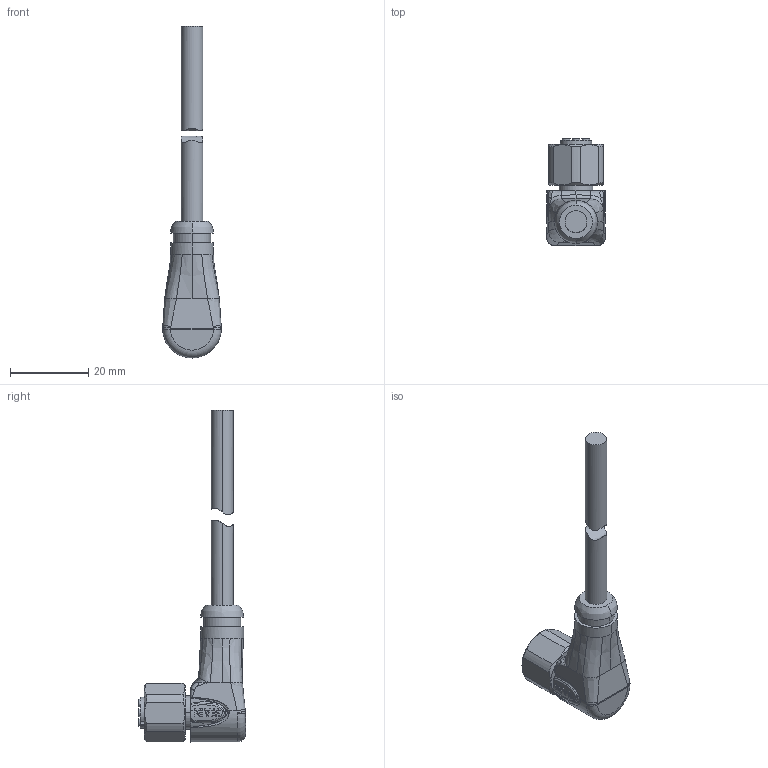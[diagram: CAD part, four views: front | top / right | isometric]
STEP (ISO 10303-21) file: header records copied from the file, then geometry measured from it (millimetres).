
FILE_DESCRIPTION((''),'2;1');
FILE_NAME('PRT0001','2021-01-04T',('zh.su'),(''),'PRO/ENGINEER BY PARAMETRIC TECHNOLOGY CORPORATION, 2012480','PRO/ENGINEER BY PARAMETRIC TECHNOLOGY CORPORATION, 2012480','');
FILE_SCHEMA(('CONFIG_CONTROL_DESIGN'));
Length unit declared in the file: millimetre
Products named in the file (1): PRT0001
Bounding box: 15 x 27.4 x 85 mm (x, y, z)
Volume: 3530.2 mm3; surface area: 5466.5 mm2
Topology: 3 solids, 4 shells, 431 faces, 1148 edges, 736 vertices
Faces by surface type: plane 190, cylinder 131, bspline 67, cone 26, torus 11, extrusion 6
Entity records: 21953 total; most frequent: CARTESIAN_POINT 11912, ORIENTED_EDGE 2290, DIRECTION 1783, EDGE_CURVE 1145, VERTEX_POINT 736, AXIS2_PLACEMENT_3D 641, VECTOR 501, LINE 495
